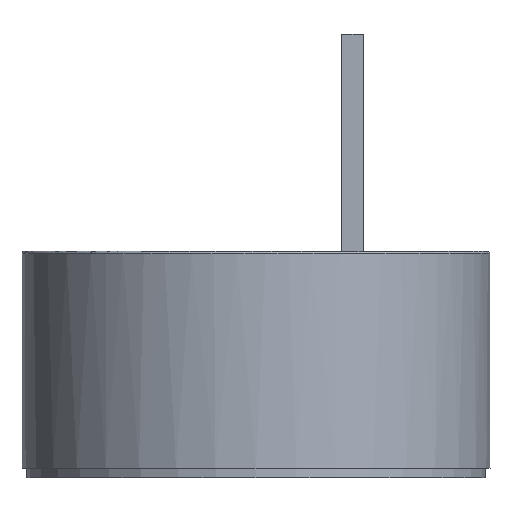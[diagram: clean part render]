
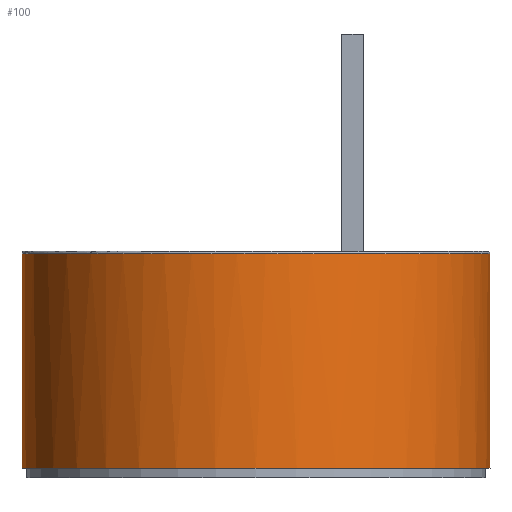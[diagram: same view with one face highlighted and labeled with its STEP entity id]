
A CAD part, front view. The second image highlights one B-rep face of the part: STEP entity #100.
In plain terms, the highlighted cylindrical face has radius 4.85 mm (diameter 9.7 mm), a partial arc.
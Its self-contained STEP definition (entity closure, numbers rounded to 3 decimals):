
#100=ADVANCED_FACE('NONE',(#250),#251,.T.);
#250=FACE_OUTER_BOUND('',#451,.T.);
#251=CYLINDRICAL_SURFACE('',#452,4.85);
#451=EDGE_LOOP('',(#1040,#1041,#1042,#1043,#1044));
#452=AXIS2_PLACEMENT_3D('',#1045,#1046,#1047);
#1040=ORIENTED_EDGE('',*,*,#1590,.T.);
#1041=ORIENTED_EDGE('',*,*,#1596,.F.);
#1042=ORIENTED_EDGE('',*,*,#1593,.T.);
#1043=ORIENTED_EDGE('',*,*,#1597,.T.);
#1044=ORIENTED_EDGE('',*,*,#1598,.F.);
#1045=CARTESIAN_POINT('',(0.0,0.0,4.45));
#1046=DIRECTION('',(0.0,0.0,1.0));
#1047=DIRECTION('',(-1.0,0.0,0.0));
#1590=EDGE_CURVE('',#1839,#1840,#1841,.T.);
#1593=EDGE_CURVE('',#1846,#1844,#1847,.T.);
#1596=EDGE_CURVE('NONE',#1846,#1840,#1850,.T.);
#1597=EDGE_CURVE('NONE',#1844,#1851,#1852,.T.);
#1598=EDGE_CURVE('NONE',#1839,#1851,#1853,.T.);
#1839=VERTEX_POINT('',#2186);
#1840=VERTEX_POINT('NONE',#2187);
#1841=LINE('',#2188,#2189);
#1844=VERTEX_POINT('NONE',#2192);
#1846=VERTEX_POINT('',#2197);
#1847=LINE('',#2198,#2199);
#1850=CIRCLE('',#2202,4.85);
#1851=VERTEX_POINT('NONE',#2203);
#1852=B_SPLINE_CURVE_WITH_KNOTS('',3,(#2204,#2205,#2206,#2207,#2208,#2209,#2210,#2211,#2212,#2213,#2214,#2215,#2216,#2217,#2218,#2219,#2220,#2221),.UNSPECIFIED.,.F.,.F.,(4,2,2,2,2,2,2,2,4),(0.0,0.125,0.25,0.375,0.5,0.625,0.75,0.875,1.0),.UNSPECIFIED.);
#1853=CIRCLE('',#2222,4.85);
#2186=CARTESIAN_POINT('',(-4.85,0.,4.45));
#2187=CARTESIAN_POINT('',(-4.85,0.0,0.0));
#2188=CARTESIAN_POINT('',(-4.85,0.,4.45));
#2189=VECTOR('',#2815,1.0);
#2192=CARTESIAN_POINT('',(4.85,0.,4.446));
#2197=CARTESIAN_POINT('',(4.85,0.,0.0));
#2198=CARTESIAN_POINT('',(4.85,0.,4.45));
#2199=VECTOR('',#2819,1.0);
#2202=AXIS2_PLACEMENT_3D('',#2823,#2824,#2825);
#2203=CARTESIAN_POINT('',(-3.424,-3.434,4.45));
#2204=CARTESIAN_POINT('',(4.85,0.,4.446));
#2205=CARTESIAN_POINT('',(4.85,-0.476,4.446));
#2206=CARTESIAN_POINT('',(4.779,-0.952,4.446));
#2207=CARTESIAN_POINT('',(4.503,-1.862,4.446));
#2208=CARTESIAN_POINT('',(4.298,-2.297,4.447));
#2209=CARTESIAN_POINT('',(3.769,-3.089,4.447));
#2210=CARTESIAN_POINT('',(3.447,-3.445,4.447));
#2211=CARTESIAN_POINT('',(2.711,-4.049,4.448));
#2212=CARTESIAN_POINT('',(2.299,-4.297,4.448));
#2213=CARTESIAN_POINT('',(1.42,-4.662,4.448));
#2214=CARTESIAN_POINT('',(0.953,-4.779,4.448));
#2215=CARTESIAN_POINT('',(0.006,-4.873,4.449));
#2216=CARTESIAN_POINT('',(-0.474,-4.85,4.449));
#2217=CARTESIAN_POINT('',(-1.408,-4.666,4.449));
#2218=CARTESIAN_POINT('',(-1.861,-4.504,4.449));
#2219=CARTESIAN_POINT('',(-2.701,-4.056,4.45));
#2220=CARTESIAN_POINT('',(-3.087,-3.77,4.45));
#2221=CARTESIAN_POINT('',(-3.424,-3.434,4.45));
#2222=AXIS2_PLACEMENT_3D('',#2826,#2827,#2828);
#2815=DIRECTION('',(-0.0,0.0,-1.0));
#2819=DIRECTION('',(0.0,0.0,1.0));
#2823=CARTESIAN_POINT('',(0.0,0.0,0.0));
#2824=DIRECTION('',(0.0,0.0,-1.0));
#2825=DIRECTION('',(-1.0,0.0,0.0));
#2826=CARTESIAN_POINT('',(0.0,0.0,4.45));
#2827=DIRECTION('',(0.0,0.0,1.0));
#2828=DIRECTION('',(-1.0,0.0,0.0));
